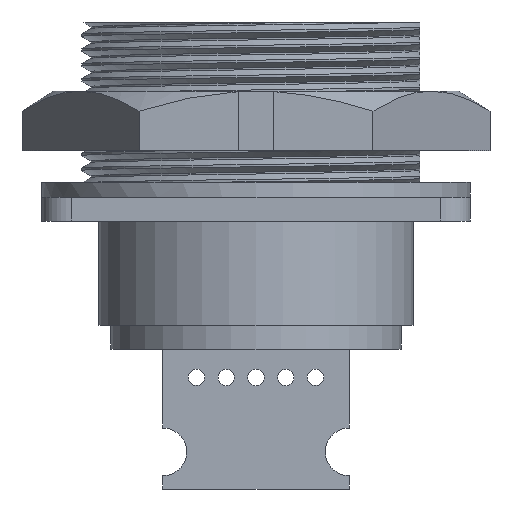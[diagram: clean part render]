
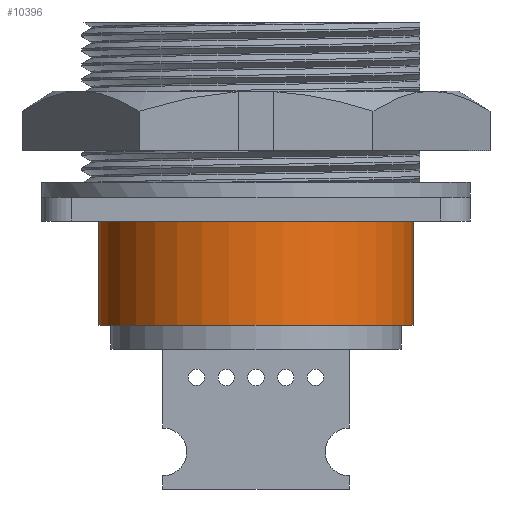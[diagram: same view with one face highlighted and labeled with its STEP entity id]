
A CAD part, front view. The second image highlights one B-rep face of the part: STEP entity #10396.
In plain terms, the highlighted cylindrical face has radius 13.386 mm (diameter 26.772 mm), a partial arc.
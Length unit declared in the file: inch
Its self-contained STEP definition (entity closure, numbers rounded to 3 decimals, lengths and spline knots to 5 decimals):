
#1877 = DIRECTION ( 'NONE',  ( 0., 0., 1. ) ) ;
#1923 = DIRECTION ( 'NONE',  ( 1., 0., 0. ) ) ;
#2244 = VECTOR ( 'NONE', #23175, 39.37008 ) ;
#2339 = DIRECTION ( 'NONE',  ( 0., 0., -1. ) ) ;
#3111 = VERTEX_POINT ( 'NONE', #23075 ) ;
#3883 = EDGE_CURVE ( 'NONE', #8160, #11530, #16323, .T. ) ;
#4935 = CARTESIAN_POINT ( 'NONE',  ( -0.527, 0., -0.4299 ) ) ;
#5494 = ORIENTED_EDGE ( 'NONE', *, *, #7712, .T. ) ;
#5953 = EDGE_CURVE ( 'NONE', #20050, #3111, #16811, .T. ) ;
#6049 = VECTOR ( 'NONE', #7773, 39.37008 ) ;
#6985 = AXIS2_PLACEMENT_3D ( 'NONE', #8090, #2339, #15378 ) ;
#7139 = EDGE_LOOP ( 'NONE', ( #10293, #22877, #8854, #5494 ) ) ;
#7712 = EDGE_CURVE ( 'NONE', #11530, #3111, #8499, .T. ) ;
#7773 = DIRECTION ( 'NONE',  ( 0., 0., 1. ) ) ;
#7876 = CYLINDRICAL_SURFACE ( 'NONE', #11039, 0.527 ) ;
#8090 = CARTESIAN_POINT ( 'NONE',  ( 0., 0., -0.3499 ) ) ;
#8160 = VERTEX_POINT ( 'NONE', #18378 ) ;
#8167 = CARTESIAN_POINT ( 'NONE',  ( -0.527, 0., -0.3499 ) ) ;
#8499 = CIRCLE ( 'NONE', #10205, 0.527 ) ;
#8854 = ORIENTED_EDGE ( 'NONE', *, *, #3883, .T. ) ;
#10205 = AXIS2_PLACEMENT_3D ( 'NONE', #22033, #13521, #21044 ) ;
#10293 = ORIENTED_EDGE ( 'NONE', *, *, #5953, .F. ) ;
#10396 = ADVANCED_FACE ( 'NONE', ( #22409 ), #7876, .T. ) ;
#11039 = AXIS2_PLACEMENT_3D ( 'NONE', #12441, #1877, #1923 ) ;
#11530 = VERTEX_POINT ( 'NONE', #13366 ) ;
#12441 = CARTESIAN_POINT ( 'NONE',  ( 0., 0., -0.4299 ) ) ;
#12741 = CIRCLE ( 'NONE', #6985, 0.527 ) ;
#12832 = EDGE_CURVE ( 'NONE', #8160, #20050, #12741, .T. ) ;
#13366 = CARTESIAN_POINT ( 'NONE',  ( 0.527, 0., 0. ) ) ;
#13521 = DIRECTION ( 'NONE',  ( 0., 0., -1. ) ) ;
#15378 = DIRECTION ( 'NONE',  ( -1., 0., 0. ) ) ;
#16323 = LINE ( 'NONE', #18658, #6049 ) ;
#16811 = LINE ( 'NONE', #4935, #2244 ) ;
#18378 = CARTESIAN_POINT ( 'NONE',  ( 0.527, 0., -0.3499 ) ) ;
#18658 = CARTESIAN_POINT ( 'NONE',  ( 0.527, 0., -0.4299 ) ) ;
#20050 = VERTEX_POINT ( 'NONE', #8167 ) ;
#21044 = DIRECTION ( 'NONE',  ( -1., 0., 0. ) ) ;
#22033 = CARTESIAN_POINT ( 'NONE',  ( 0., 0., 0. ) ) ;
#22409 = FACE_OUTER_BOUND ( 'NONE', #7139, .T. ) ;
#22877 = ORIENTED_EDGE ( 'NONE', *, *, #12832, .F. ) ;
#23075 = CARTESIAN_POINT ( 'NONE',  ( -0.527, 0., 0. ) ) ;
#23175 = DIRECTION ( 'NONE',  ( 0., 0., 1. ) ) ;
